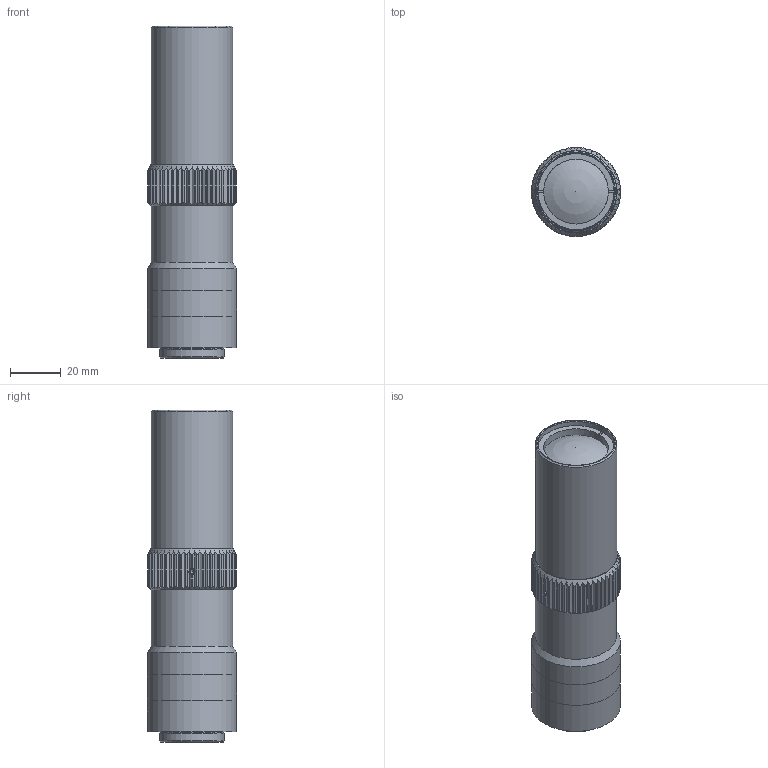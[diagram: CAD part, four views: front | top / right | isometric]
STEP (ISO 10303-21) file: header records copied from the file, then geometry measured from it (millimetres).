
FILE_DESCRIPTION(/* description */ (''),/* implementation_level */ '2;1');
FILE_NAME(/* name */ 'TOB11_11.0-70-V-WN.stp',/* time_stamp */ '2020-06-15T10:20:38+02:00',/* author */ (''),/* organization */ (''),/* preprocessor_version */ 'ST-DEVELOPER v16.5',/* originating_system */ 'Autodesk Inventor 2017',/* authorisation */ '');
FILE_SCHEMA (('AUTOMOTIVE_DESIGN { 1 0 10303 214 3 1 1 }'));
Length unit declared in the file: millimetre
Products named in the file (1): TOB11_11.0-70-V-WN
Bounding box: 35 x 35 x 130.56 mm (x, y, z)
Volume: 147187.2 mm3; surface area: 65088.7 mm2
Topology: 29 solids, 29 shells, 510 faces, 1246 edges, 819 vertices
Faces by surface type: plane 277, cylinder 158, cone 54, sphere 14, torus 6, bspline 1
Full cylindrical faces by diameter (mm): 1 x10, 1.183 x1, 1.4 x1, 1.567 x3, 2 x2, 2.459 x2, 2.5 x1, 3 x2, 12 x1, 13 x1, 14 x4, 14.46 x1, 15 x2, 15.46 x1, 16 x4, 16.46 x1, 17 x2, 17.4 x1, 19 x1, 19.8 x2, 19.96 x1, 20 x1, 21 x2, 22 x3, 22.46 x2, 23 x2, 23.46 x2, 24.146 x1, 24.4 x1, 24.46 x1
Entity records: 14473 total; most frequent: CARTESIAN_POINT 3222, DIRECTION 2202, ORIENTED_EDGE 2036, EDGE_CURVE 1018, AXIS2_PLACEMENT_3D 920, VERTEX_POINT 753, EDGE_LOOP 739, STYLED_ITEM 521
